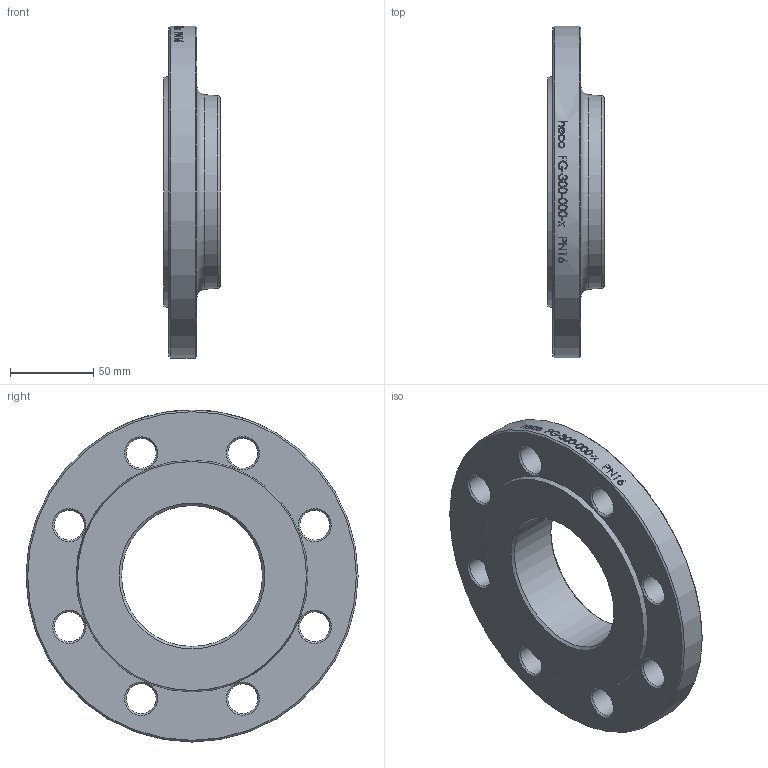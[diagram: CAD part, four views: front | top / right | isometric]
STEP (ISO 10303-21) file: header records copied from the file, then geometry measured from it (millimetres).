
FILE_DESCRIPTION (( 'STEP AP214' ), '1' );
FILE_NAME ('FG-300-000-x Gewindeflansch PN16 2102.STEP', '2021-02-02T15:52:20', ( '' ), ( '' ), 'SwSTEP 2.0', 'SolidWorks 2019', '' );
FILE_SCHEMA (( 'AUTOMOTIVE_DESIGN' ));
Length unit declared in the file: millimetre
Products named in the file (1): FG-300-000-x Gewindeflansch PN16 2102
Bounding box: 34 x 200 x 200 mm (x, y, z)
Volume: 502124.1 mm3; surface area: 78008.3 mm2
Topology: 1 solids, 1 shells, 67 faces, 292 edges, 257 vertices
Faces by surface type: cylinder 39, cone 22, plane 4, torus 2
Full cylindrical faces by diameter (mm): 18 x8, 84.926 x1, 200 x1
Entity records: 7647 total; most frequent: CARTESIAN_POINT 5229, ORIENTED_EDGE 490, DIRECTION 325, EDGE_CURVE 245, VERTEX_POINT 245, EDGE_LOOP 150, AXIS2_PLACEMENT_3D 149, B_SPLINE_CURVE_WITH_KNOTS 137
